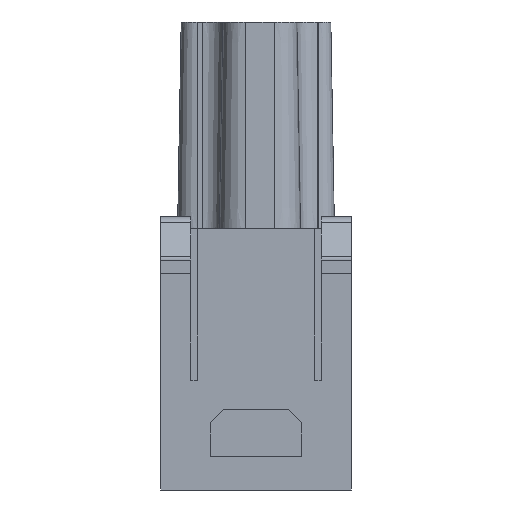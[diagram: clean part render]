
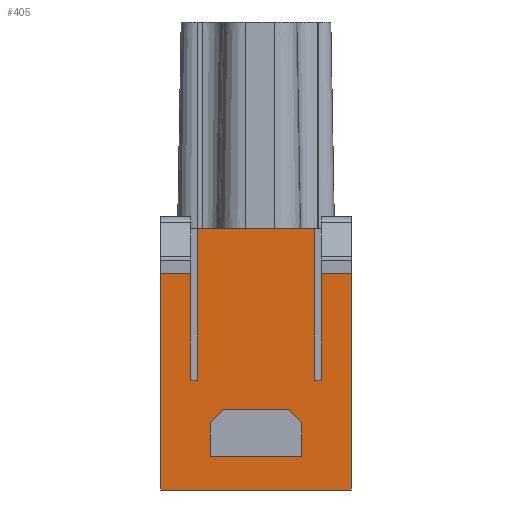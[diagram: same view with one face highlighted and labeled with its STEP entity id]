
A CAD part, left-side view. The second image highlights one B-rep face of the part: STEP entity #405.
In plain terms, the highlighted planar face has unit normal (-1, 0, 0).
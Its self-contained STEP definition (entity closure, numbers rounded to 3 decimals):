
#259=FACE_BOUND('',#1271,.T.);
#260=FACE_BOUND('',#1272,.T.);
#405=ADVANCED_FACE('',(#259,#260),#737,.T.);
#737=PLANE('',#6089);
#1271=EDGE_LOOP('',(#2790,#2791,#2792,#2793,#2794,#2795));
#1272=EDGE_LOOP('',(#2796,#2797,#2798,#2799,#2800,#2801,#2802,#2803,#2804,
#2805,#2806,#2807));
#1692=LINE('',#8340,#2229);
#1693=LINE('',#8343,#2230);
#1694=LINE('',#8345,#2231);
#1695=LINE('',#8347,#2232);
#1696=LINE('',#8349,#2233);
#1697=LINE('',#8351,#2234);
#1698=LINE('',#8352,#2235);
#1699=LINE('',#8355,#2236);
#1700=LINE('',#8357,#2237);
#1701=LINE('',#8359,#2238);
#1702=LINE('',#8361,#2239);
#1703=LINE('',#8363,#2240);
#1704=LINE('',#8365,#2241);
#1705=LINE('',#8367,#2242);
#1706=LINE('',#8369,#2243);
#1707=LINE('',#8371,#2244);
#1708=LINE('',#8373,#2245);
#1709=LINE('',#8375,#2246);
#2229=VECTOR('',#6676,1.);
#2230=VECTOR('',#6677,1.);
#2231=VECTOR('',#6678,1.);
#2232=VECTOR('',#6679,1.);
#2233=VECTOR('',#6680,1.);
#2234=VECTOR('',#6681,1.);
#2235=VECTOR('',#6682,1.);
#2236=VECTOR('',#6683,1.);
#2237=VECTOR('',#6684,1.);
#2238=VECTOR('',#6685,1.);
#2239=VECTOR('',#6686,1.);
#2240=VECTOR('',#6687,1.);
#2241=VECTOR('',#6688,1.);
#2242=VECTOR('',#6689,1.);
#2243=VECTOR('',#6690,1.);
#2244=VECTOR('',#6691,1.);
#2245=VECTOR('',#6692,1.);
#2246=VECTOR('',#6693,1.);
#2790=ORIENTED_EDGE('',*,*,#5047,.T.);
#2791=ORIENTED_EDGE('',*,*,#5048,.F.);
#2792=ORIENTED_EDGE('',*,*,#5049,.F.);
#2793=ORIENTED_EDGE('',*,*,#5050,.F.);
#2794=ORIENTED_EDGE('',*,*,#5051,.F.);
#2795=ORIENTED_EDGE('',*,*,#5052,.T.);
#2796=ORIENTED_EDGE('',*,*,#5053,.T.);
#2797=ORIENTED_EDGE('',*,*,#5054,.T.);
#2798=ORIENTED_EDGE('',*,*,#5055,.F.);
#2799=ORIENTED_EDGE('',*,*,#5056,.F.);
#2800=ORIENTED_EDGE('',*,*,#5057,.F.);
#2801=ORIENTED_EDGE('',*,*,#5058,.T.);
#2802=ORIENTED_EDGE('',*,*,#5059,.F.);
#2803=ORIENTED_EDGE('',*,*,#5060,.F.);
#2804=ORIENTED_EDGE('',*,*,#5061,.T.);
#2805=ORIENTED_EDGE('',*,*,#5062,.F.);
#2806=ORIENTED_EDGE('',*,*,#5063,.T.);
#2807=ORIENTED_EDGE('',*,*,#5064,.F.);
#4474=VERTEX_POINT('',#8341);
#4475=VERTEX_POINT('',#8342);
#4476=VERTEX_POINT('',#8344);
#4477=VERTEX_POINT('',#8346);
#4478=VERTEX_POINT('',#8348);
#4479=VERTEX_POINT('',#8350);
#4480=VERTEX_POINT('',#8353);
#4481=VERTEX_POINT('',#8354);
#4482=VERTEX_POINT('',#8356);
#4483=VERTEX_POINT('',#8358);
#4484=VERTEX_POINT('',#8360);
#4485=VERTEX_POINT('',#8362);
#4486=VERTEX_POINT('',#8364);
#4487=VERTEX_POINT('',#8366);
#4488=VERTEX_POINT('',#8368);
#4489=VERTEX_POINT('',#8370);
#4490=VERTEX_POINT('',#8372);
#4491=VERTEX_POINT('',#8374);
#5047=EDGE_CURVE('',#4474,#4475,#1692,.T.);
#5048=EDGE_CURVE('',#4476,#4475,#1693,.T.);
#5049=EDGE_CURVE('',#4477,#4476,#1694,.T.);
#5050=EDGE_CURVE('',#4478,#4477,#1695,.T.);
#5051=EDGE_CURVE('',#4479,#4478,#1696,.T.);
#5052=EDGE_CURVE('',#4479,#4474,#1697,.T.);
#5053=EDGE_CURVE('',#4480,#4481,#1698,.T.);
#5054=EDGE_CURVE('',#4481,#4482,#1699,.T.);
#5055=EDGE_CURVE('',#4483,#4482,#1700,.T.);
#5056=EDGE_CURVE('',#4484,#4483,#1701,.T.);
#5057=EDGE_CURVE('',#4485,#4484,#1702,.T.);
#5058=EDGE_CURVE('',#4485,#4486,#1703,.T.);
#5059=EDGE_CURVE('',#4487,#4486,#1704,.T.);
#5060=EDGE_CURVE('',#4488,#4487,#1705,.T.);
#5061=EDGE_CURVE('',#4488,#4489,#1706,.T.);
#5062=EDGE_CURVE('',#4490,#4489,#1707,.T.);
#5063=EDGE_CURVE('',#4490,#4491,#1708,.T.);
#5064=EDGE_CURVE('',#4480,#4491,#1709,.T.);
#6089=AXIS2_PLACEMENT_3D('',#8376,#6694,#6695);
#6676=DIRECTION('',(0.,0.,1.));
#6677=DIRECTION('',(0.,0.707,-0.707));
#6678=DIRECTION('',(0.,1.,0.));
#6679=DIRECTION('',(0.,0.707,0.707));
#6680=DIRECTION('',(0.,0.,1.));
#6681=DIRECTION('',(0.,1.,0.));
#6682=DIRECTION('',(0.,0.,1.));
#6683=DIRECTION('',(0.,1.,0.));
#6684=DIRECTION('',(0.,0.,1.));
#6685=DIRECTION('',(0.,-1.,0.));
#6686=DIRECTION('',(0.,0.,-1.));
#6687=DIRECTION('',(0.,1.,0.));
#6688=DIRECTION('',(0.,0.,1.));
#6689=DIRECTION('',(0.,1.,0.));
#6690=DIRECTION('',(0.,0.,1.));
#6691=DIRECTION('',(0.,-1.,0.));
#6692=DIRECTION('',(0.,0.,-1.));
#6693=DIRECTION('',(0.,-1.,0.));
#6694=DIRECTION('',(-1.,0.,0.));
#6695=DIRECTION('',(0.,0.,-1.));
#8340=CARTESIAN_POINT('',(-13.072,2.428,-20.));
#8341=CARTESIAN_POINT('',(-13.072,2.428,-17.45));
#8342=CARTESIAN_POINT('',(-13.072,2.428,-14.85));
#8343=CARTESIAN_POINT('',(-13.072,2.428,-14.85));
#8344=CARTESIAN_POINT('',(-13.072,1.428,-13.85));
#8345=CARTESIAN_POINT('',(-13.072,-8.372,-13.85));
#8346=CARTESIAN_POINT('',(-13.072,-3.572,-13.85));
#8347=CARTESIAN_POINT('',(-13.072,-3.572,-13.85));
#8348=CARTESIAN_POINT('',(-13.072,-4.572,-14.85));
#8349=CARTESIAN_POINT('',(-13.072,-4.572,-20.));
#8350=CARTESIAN_POINT('',(-13.072,-4.572,-17.45));
#8351=CARTESIAN_POINT('',(-13.072,-8.372,-17.45));
#8352=CARTESIAN_POINT('',(-13.072,-5.547,-20.));
#8353=CARTESIAN_POINT('',(-13.072,-5.547,-11.6));
#8354=CARTESIAN_POINT('',(-13.072,-5.547,0.));
#8355=CARTESIAN_POINT('',(-13.072,-5.247,0.));
#8356=CARTESIAN_POINT('',(-13.072,3.403,0.));
#8357=CARTESIAN_POINT('',(-13.072,3.403,-20.));
#8358=CARTESIAN_POINT('',(-13.072,3.403,-11.6));
#8359=CARTESIAN_POINT('',(-13.072,4.815,-11.6));
#8360=CARTESIAN_POINT('',(-13.072,3.928,-11.6));
#8361=CARTESIAN_POINT('',(-13.072,3.928,0.054));
#8362=CARTESIAN_POINT('',(-13.072,3.928,-3.45));
#8363=CARTESIAN_POINT('',(-13.072,-5.247,-3.45));
#8364=CARTESIAN_POINT('',(-13.072,6.228,-3.45));
#8365=CARTESIAN_POINT('',(-13.072,6.228,-20.));
#8366=CARTESIAN_POINT('',(-13.072,6.228,-20.));
#8367=CARTESIAN_POINT('',(-13.072,-5.247,-20.));
#8368=CARTESIAN_POINT('',(-13.072,-8.372,-20.));
#8369=CARTESIAN_POINT('',(-13.072,-8.372,-20.));
#8370=CARTESIAN_POINT('',(-13.072,-8.372,-3.45));
#8371=CARTESIAN_POINT('',(-13.072,3.103,-3.45));
#8372=CARTESIAN_POINT('',(-13.072,-6.072,-3.45));
#8373=CARTESIAN_POINT('',(-13.072,-6.072,0.054));
#8374=CARTESIAN_POINT('',(-13.072,-6.072,-11.6));
#8375=CARTESIAN_POINT('',(-13.072,-6.96,-11.6));
#8376=CARTESIAN_POINT('',(-13.072,-5.247,-20.));
